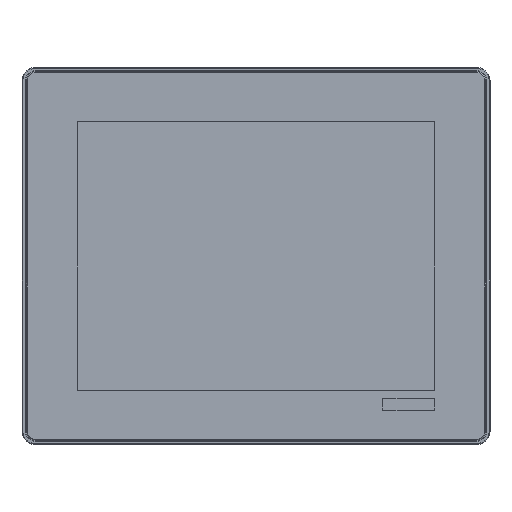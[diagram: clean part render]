
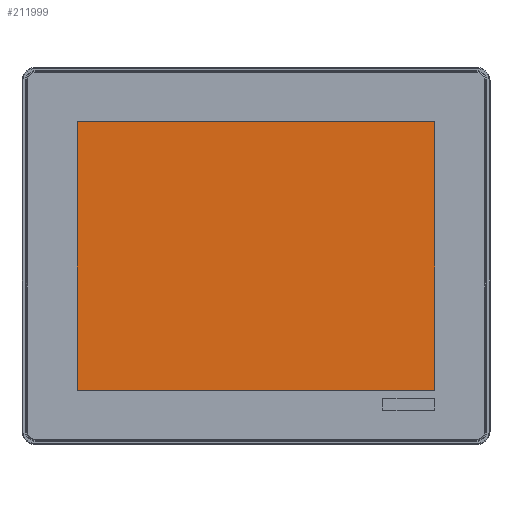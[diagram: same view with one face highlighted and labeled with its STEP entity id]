
A CAD part, top view. The second image highlights one B-rep face of the part: STEP entity #211999.
In plain terms, the highlighted planar face has unit normal (0, 0, 1).
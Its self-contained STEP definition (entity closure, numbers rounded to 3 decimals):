
#211960=CARTESIAN_POINT('',(0.,0.,2.991));
#211961=DIRECTION('',(0.0,0.0,1.0));
#211962=DIRECTION('',(-1.0,0.0,0.0));
#211963=AXIS2_PLACEMENT_3D('',#211960,#211961,#211962);
#211964=PLANE('',#211963);
#211965=CARTESIAN_POINT('',(106.1,79.7,2.991));
#211966=VERTEX_POINT('',#211965);
#211967=CARTESIAN_POINT('',(106.1,-79.7,2.991));
#211968=VERTEX_POINT('',#211967);
#211969=CARTESIAN_POINT('',(106.1,79.7,2.991));
#211970=DIRECTION('',(0.0,-1.0,0.0));
#211971=VECTOR('',#211970,159.4);
#211972=LINE('',#211969,#211971);
#211973=EDGE_CURVE('',#211966,#211968,#211972,.T.);
#211974=ORIENTED_EDGE('',*,*,#211973,.F.);
#211975=CARTESIAN_POINT('',(-106.1,79.7,2.991));
#211976=VERTEX_POINT('',#211975);
#211977=CARTESIAN_POINT('',(-106.1,79.7,2.991));
#211978=DIRECTION('',(1.0,0.0,0.0));
#211979=VECTOR('',#211978,212.2);
#211980=LINE('',#211977,#211979);
#211981=EDGE_CURVE('',#211976,#211966,#211980,.T.);
#211982=ORIENTED_EDGE('',*,*,#211981,.F.);
#211983=CARTESIAN_POINT('',(-106.1,-79.7,2.991));
#211984=VERTEX_POINT('',#211983);
#211985=CARTESIAN_POINT('',(-106.1,-79.7,2.991));
#211986=DIRECTION('',(0.0,1.0,0.0));
#211987=VECTOR('',#211986,159.4);
#211988=LINE('',#211985,#211987);
#211989=EDGE_CURVE('',#211984,#211976,#211988,.T.);
#211990=ORIENTED_EDGE('',*,*,#211989,.F.);
#211991=CARTESIAN_POINT('',(106.1,-79.7,2.991));
#211992=DIRECTION('',(-1.0,0.0,0.0));
#211993=VECTOR('',#211992,212.2);
#211994=LINE('',#211991,#211993);
#211995=EDGE_CURVE('',#211968,#211984,#211994,.T.);
#211996=ORIENTED_EDGE('',*,*,#211995,.F.);
#211997=EDGE_LOOP('',(#211974,#211982,#211990,#211996));
#211998=FACE_OUTER_BOUND('',#211997,.T.);
#211999=ADVANCED_FACE('',(#211998),#211964,.T.);
